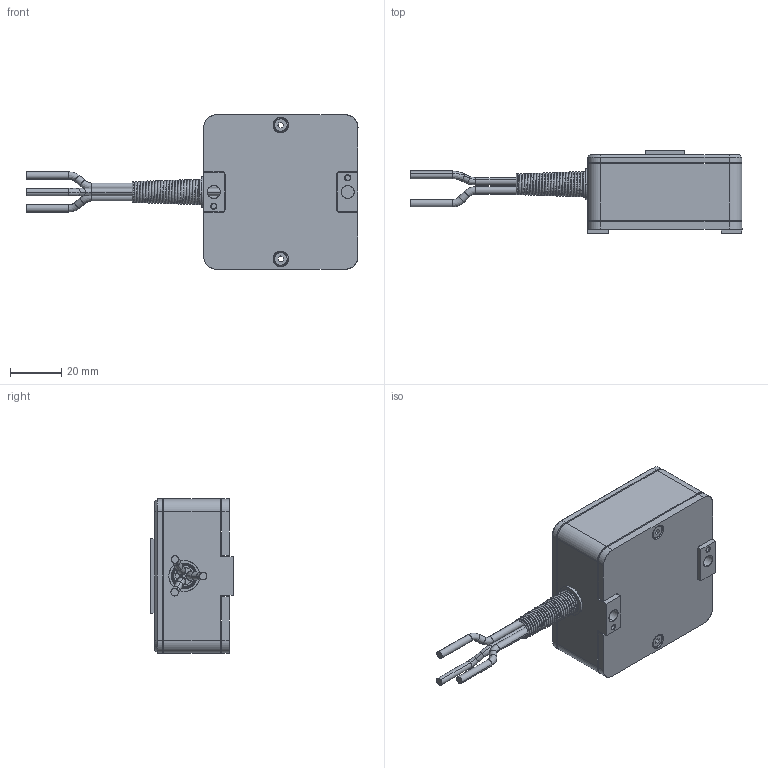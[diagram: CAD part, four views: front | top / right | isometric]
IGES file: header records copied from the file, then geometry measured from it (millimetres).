
Start section: SolidWorks IGES file using analytic representation for surfaces
Global section: file name: 100401.IGS; native system: SolidWorks 2012; preprocessor: SolidWorks 2012; author: mmueller; date: 140918.155454; units: millimetre
Bounding box: 129 x 32 x 60 mm (x, y, z)
Surface area: 30550.6 mm2 (no closed solid volume)
Topology: 0 solids, 0 shells, 194 faces, 2445 edges, 2443 vertices
Faces by surface type: bspline 108, revolution 86
